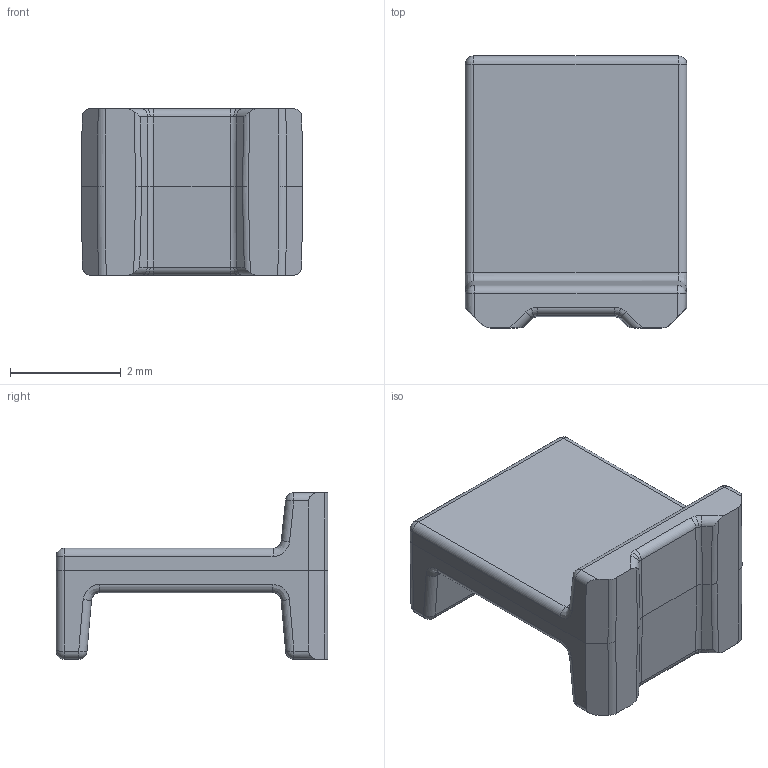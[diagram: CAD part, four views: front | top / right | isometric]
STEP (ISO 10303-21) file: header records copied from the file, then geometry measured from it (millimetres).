
FILE_DESCRIPTION (( 'STEP AP214' ), '1' );
FILE_NAME ('20220222_Carrier_BT494030_small_no_traces.STEP', '2022-02-22T15:44:03', ( '' ), ( '' ), 'SwSTEP 2.0', 'SolidWorks 2021', '' );
FILE_SCHEMA (( 'AUTOMOTIVE_DESIGN' ));
Length unit declared in the file: millimetre
Products named in the file (1): 20220222_Carrier_BT494030_small_no_traces
Bounding box: 4 x 4.9 x 3 mm (x, y, z)
Volume: 23.8 mm3; surface area: 78.3 mm2
Topology: 1 solids, 1 shells, 95 faces, 221 edges, 124 vertices
Faces by surface type: cylinder 46, plane 25, bspline 14, sphere 10
Entity records: 2759 total; most frequent: CARTESIAN_POINT 777, ORIENTED_EDGE 434, DIRECTION 387, EDGE_CURVE 217, AXIS2_PLACEMENT_3D 138, VERTEX_POINT 124, LINE 111, VECTOR 111
